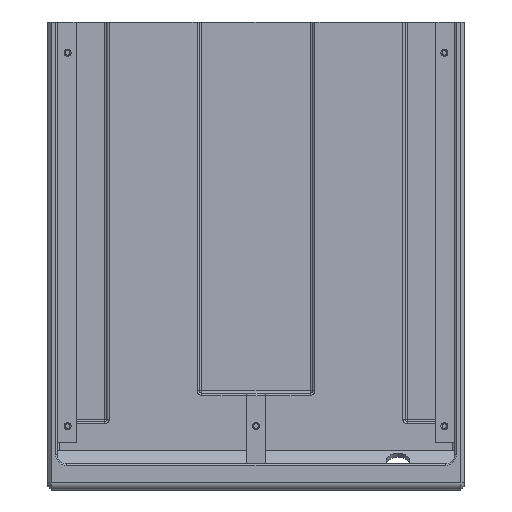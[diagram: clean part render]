
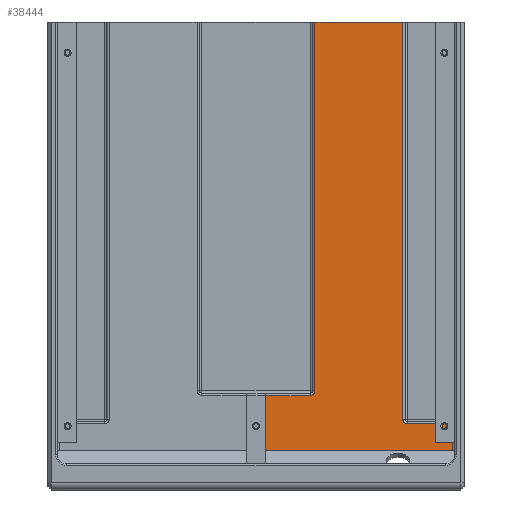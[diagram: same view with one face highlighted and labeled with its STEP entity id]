
A CAD part, front view. The second image highlights one B-rep face of the part: STEP entity #38444.
In plain terms, the highlighted planar face has unit normal (0, -1, 0).
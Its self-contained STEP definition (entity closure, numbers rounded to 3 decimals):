
#750 = CARTESIAN_POINT ( 'NONE',  ( -8.105, -1.975, -19.188 ) ) ;
#982 = LINE ( 'NONE', #41692, #19276 ) ;
#4543 = CARTESIAN_POINT ( 'NONE',  ( 1.187, -1.975, -18.489 ) ) ;
#7098 = CARTESIAN_POINT ( 'NONE',  ( 1.127, -1.975, -18.369 ) ) ;
#8571 = VECTOR ( 'NONE', #45078, 39.37 ) ;
#9100 = VECTOR ( 'NONE', #35153, 39.37 ) ;
#9420 = VECTOR ( 'NONE', #14370, 39.37 ) ;
#9584 = PLANE ( 'NONE',  #23136 ) ;
#9595 = EDGE_CURVE ( 'NONE', #35328, #16561, #28148, .T. ) ;
#9657 = ORIENTED_EDGE ( 'NONE', *, *, #32911, .F. ) ;
#10371 = VECTOR ( 'NONE', #20143, 39.37 ) ;
#10786 = VERTEX_POINT ( 'NONE', #41068 ) ;
#12710 = CARTESIAN_POINT ( 'NONE',  ( 1.247, -1.975, -18.489 ) ) ;
#12798 = ORIENTED_EDGE ( 'NONE', *, *, #14646, .T. ) ;
#12952 = ORIENTED_EDGE ( 'NONE', *, *, #34525, .T. ) ;
#13131 = CARTESIAN_POINT ( 'NONE',  ( 1.127, -1.975, -7.875 ) ) ;
#13185 = CARTESIAN_POINT ( 'NONE',  ( 0., -1.975, -17.739 ) ) ;
#13539 = DIRECTION ( 'NONE',  ( 0., -1., 0. ) ) ;
#14291 = CARTESIAN_POINT ( 'NONE',  ( 2.44, -1.975, -18.428 ) ) ;
#14370 = DIRECTION ( 'NONE',  ( 0., 0., -1. ) ) ;
#14583 = VECTOR ( 'NONE', #27951, 39.37 ) ;
#14646 = EDGE_CURVE ( 'NONE', #10786, #29396, #36904, .T. ) ;
#15447 = VERTEX_POINT ( 'NONE', #13131 ) ;
#15565 = FACE_OUTER_BOUND ( 'NONE', #16421, .T. ) ;
#16102 = CIRCLE ( 'NONE', #31049, 0.12 ) ;
#16421 = EDGE_LOOP ( 'NONE', ( #34646, #12952, #12798, #9657, #46375, #47258, #28554, #21385, #36111, #22822, #40148 ) ) ;
#16561 = VERTEX_POINT ( 'NONE', #12710 ) ;
#16955 = VERTEX_POINT ( 'NONE', #38523 ) ;
#17442 = CARTESIAN_POINT ( 'NONE',  ( -1.313, -1.975, -17.739 ) ) ;
#17844 = CIRCLE ( 'NONE', #29681, 0.12 ) ;
#18690 = EDGE_CURVE ( 'NONE', #29000, #33767, #16102, .T. ) ;
#19276 = VECTOR ( 'NONE', #37858, 39.37 ) ;
#19879 = EDGE_CURVE ( 'NONE', #40677, #16955, #36980, .T. ) ;
#20143 = DIRECTION ( 'NONE',  ( -1., 0., 0. ) ) ;
#20182 = CARTESIAN_POINT ( 'NONE',  ( -2.5, -1.975, -17.739 ) ) ;
#21029 = LINE ( 'NONE', #33570, #9420 ) ;
#21385 = ORIENTED_EDGE ( 'NONE', *, *, #47590, .T. ) ;
#22348 = DIRECTION ( 'NONE',  ( 0., -1., 0. ) ) ;
#22488 = AXIS2_PLACEMENT_3D ( 'NONE', #24123, #24070, #23971 ) ;
#22822 = ORIENTED_EDGE ( 'NONE', *, *, #39435, .T. ) ;
#22972 = CARTESIAN_POINT ( 'NONE',  ( -1.193, -1.975, -17.619 ) ) ;
#23008 = CARTESIAN_POINT ( 'NONE',  ( 2.335, -1.975, -18.369 ) ) ;
#23136 = AXIS2_PLACEMENT_3D ( 'NONE', #47876, #13539, #40373 ) ;
#23971 = DIRECTION ( 'NONE',  ( 0., 0., -1. ) ) ;
#24070 = DIRECTION ( 'NONE',  ( 0., -1., 0. ) ) ;
#24123 = CARTESIAN_POINT ( 'NONE',  ( 1.247, -1.975, -18.369 ) ) ;
#24483 = CARTESIAN_POINT ( 'NONE',  ( 2.335, -1.975, -18.489 ) ) ;
#24748 = VERTEX_POINT ( 'NONE', #17442 ) ;
#24851 = LINE ( 'NONE', #4543, #14583 ) ;
#26842 = DIRECTION ( 'NONE',  ( 0., 0., -1. ) ) ;
#27064 = EDGE_CURVE ( 'NONE', #24748, #37982, #35469, .T. ) ;
#27703 = CARTESIAN_POINT ( 'NONE',  ( 0., -1.975, -7.875 ) ) ;
#27902 = DIRECTION ( 'NONE',  ( 1., 0., 0. ) ) ;
#27951 = DIRECTION ( 'NONE',  ( -1., 0., 0. ) ) ;
#28148 = CIRCLE ( 'NONE', #22488, 0.12 ) ;
#28554 = ORIENTED_EDGE ( 'NONE', *, *, #19879, .T. ) ;
#29000 = VERTEX_POINT ( 'NONE', #24483 ) ;
#29396 = VERTEX_POINT ( 'NONE', #22972 ) ;
#29681 = AXIS2_PLACEMENT_3D ( 'NONE', #45195, #22348, #49026 ) ;
#30931 = LINE ( 'NONE', #27703, #10371 ) ;
#31049 = AXIS2_PLACEMENT_3D ( 'NONE', #23008, #49686, #26842 ) ;
#31320 = CARTESIAN_POINT ( 'NONE',  ( 2.44, -1.975, 0. ) ) ;
#32911 = EDGE_CURVE ( 'NONE', #24748, #29396, #17844, .T. ) ;
#33570 = CARTESIAN_POINT ( 'NONE',  ( -2.5, -1.975, -20.179 ) ) ;
#33764 = CARTESIAN_POINT ( 'NONE',  ( -1.193, -1.975, -17.679 ) ) ;
#33767 = VERTEX_POINT ( 'NONE', #14291 ) ;
#34525 = EDGE_CURVE ( 'NONE', #15447, #10786, #30931, .T. ) ;
#34646 = ORIENTED_EDGE ( 'NONE', *, *, #49679, .T. ) ;
#35153 = DIRECTION ( 'NONE',  ( 0., 0., 1. ) ) ;
#35328 = VERTEX_POINT ( 'NONE', #7098 ) ;
#35469 = LINE ( 'NONE', #13185, #45603 ) ;
#36111 = ORIENTED_EDGE ( 'NONE', *, *, #18690, .F. ) ;
#36186 = DIRECTION ( 'NONE',  ( -1., 0., 0. ) ) ;
#36904 = LINE ( 'NONE', #33764, #8571 ) ;
#36980 = LINE ( 'NONE', #750, #38176 ) ;
#37858 = DIRECTION ( 'NONE',  ( 0., 0., 1. ) ) ;
#37982 = VERTEX_POINT ( 'NONE', #20182 ) ;
#38176 = VECTOR ( 'NONE', #27902, 39.37 ) ;
#38444 = ADVANCED_FACE ( 'NONE', ( #15565 ), #9584, .T. ) ;
#38523 = CARTESIAN_POINT ( 'NONE',  ( 2.44, -1.975, -19.188 ) ) ;
#38555 = EDGE_CURVE ( 'NONE', #37982, #40677, #21029, .T. ) ;
#39435 = EDGE_CURVE ( 'NONE', #29000, #16561, #24851, .T. ) ;
#40148 = ORIENTED_EDGE ( 'NONE', *, *, #9595, .F. ) ;
#40373 = DIRECTION ( 'NONE',  ( 0., 0., -1. ) ) ;
#40677 = VERTEX_POINT ( 'NONE', #48500 ) ;
#41068 = CARTESIAN_POINT ( 'NONE',  ( -1.193, -1.975, -7.875 ) ) ;
#41692 = CARTESIAN_POINT ( 'NONE',  ( 1.127, -1.975, -0.752 ) ) ;
#45078 = DIRECTION ( 'NONE',  ( 0., 0., -1. ) ) ;
#45195 = CARTESIAN_POINT ( 'NONE',  ( -1.313, -1.975, -17.619 ) ) ;
#45603 = VECTOR ( 'NONE', #36186, 39.37 ) ;
#46375 = ORIENTED_EDGE ( 'NONE', *, *, #27064, .T. ) ;
#47258 = ORIENTED_EDGE ( 'NONE', *, *, #38555, .T. ) ;
#47590 = EDGE_CURVE ( 'NONE', #16955, #33767, #49983, .T. ) ;
#47876 = CARTESIAN_POINT ( 'NONE',  ( 0., -1.975, 0. ) ) ;
#48500 = CARTESIAN_POINT ( 'NONE',  ( -2.5, -1.975, -19.188 ) ) ;
#49026 = DIRECTION ( 'NONE',  ( 0., 0., -1. ) ) ;
#49679 = EDGE_CURVE ( 'NONE', #35328, #15447, #982, .T. ) ;
#49686 = DIRECTION ( 'NONE',  ( 0., -1., 0. ) ) ;
#49983 = LINE ( 'NONE', #31320, #9100 ) ;
